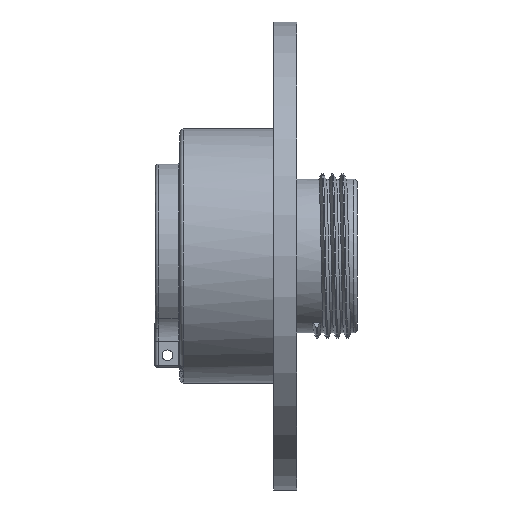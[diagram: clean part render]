
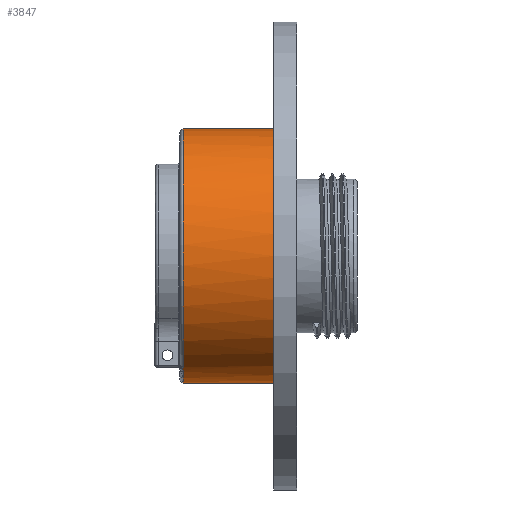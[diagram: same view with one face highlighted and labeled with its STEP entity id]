
A CAD part, left-side view. The second image highlights one B-rep face of the part: STEP entity #3847.
In plain terms, the highlighted cylindrical face has radius 38 mm (diameter 76 mm), a partial arc.
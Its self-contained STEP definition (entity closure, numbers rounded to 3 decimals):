
#16 = VERTEX_POINT ( 'NONE', #3314 ) ;
#19 = VERTEX_POINT ( 'NONE', #4933 ) ;
#24 = B_SPLINE_CURVE_WITH_KNOTS ( 'NONE', 3,
 ( #2109, #268, #4872, #2513, #4034, #2182 ),
 .UNSPECIFIED., .F., .F.,
 ( 4, 2, 4 ),
 ( 0., 0.001, 0.002 ),
 .UNSPECIFIED. ) ;
#104 = DIRECTION ( 'NONE',  ( 0., -1., 0. ) ) ;
#268 = CARTESIAN_POINT ( 'NONE',  ( -17.17, 34.164, -33.901 ) ) ;
#271 = EDGE_CURVE ( 'NONE', #16, #921, #2878, .T. ) ;
#303 = CARTESIAN_POINT ( 'NONE',  ( -18.361, 34., -33.27 ) ) ;
#309 = CARTESIAN_POINT ( 'NONE',  ( -17.459, 34.264, -33.752 ) ) ;
#360 = AXIS2_PLACEMENT_3D ( 'NONE', #1295, #104, #3943 ) ;
#405 = B_SPLINE_CURVE_WITH_KNOTS ( 'NONE', 3,
 ( #3649, #3222, #3271, #952, #4433, #1699, #1003, #309 ),
 .UNSPECIFIED., .F., .F.,
 ( 4, 2, 2, 4 ),
 ( 0., 0., 0., 0. ),
 .UNSPECIFIED. ) ;
#527 = VERTEX_POINT ( 'NONE', #3841 ) ;
#534 = FACE_OUTER_BOUND ( 'NONE', #1134, .T. ) ;
#582 = DIRECTION ( 'NONE',  ( 0., -1., 0. ) ) ;
#738 = AXIS2_PLACEMENT_3D ( 'NONE', #2229, #1474, #2910 ) ;
#841 = ORIENTED_EDGE ( 'NONE', *, *, #271, .T. ) ;
#851 = VERTEX_POINT ( 'NONE', #3301 ) ;
#853 = ORIENTED_EDGE ( 'NONE', *, *, #2179, .T. ) ;
#921 = VERTEX_POINT ( 'NONE', #3165 ) ;
#952 = CARTESIAN_POINT ( 'NONE',  ( -17.588, 34.264, -33.685 ) ) ;
#1003 = CARTESIAN_POINT ( 'NONE',  ( -17.485, 34.273, -33.739 ) ) ;
#1047 = VERTEX_POINT ( 'NONE', #3626 ) ;
#1070 = CARTESIAN_POINT ( 'NONE',  ( -17.754, 34.18, -33.597 ) ) ;
#1134 = EDGE_LOOP ( 'NONE', ( #4077, #2548, #4519, #3137, #853, #2601, #4094, #841 ) ) ;
#1200 = CARTESIAN_POINT ( 'NONE',  ( 0., 35., 38. ) ) ;
#1295 = CARTESIAN_POINT ( 'NONE',  ( 0., 34., 0. ) ) ;
#1418 = EDGE_CURVE ( 'NONE', #1047, #851, #405, .T. ) ;
#1460 = B_SPLINE_CURVE_WITH_KNOTS ( 'NONE', 3,
 ( #4554, #303, #3417, #1833, #4878, #1070 ),
 .UNSPECIFIED., .F., .F.,
 ( 4, 2, 4 ),
 ( 0., 0., 0.001 ),
 .UNSPECIFIED. ) ;
#1474 = DIRECTION ( 'NONE',  ( 0., -1., 0. ) ) ;
#1502 = CARTESIAN_POINT ( 'NONE',  ( 0., 35., -38. ) ) ;
#1699 = CARTESIAN_POINT ( 'NONE',  ( -17.51, 34.277, -33.725 ) ) ;
#1755 = EDGE_CURVE ( 'NONE', #2294, #527, #3156, .T. ) ;
#1786 = CARTESIAN_POINT ( 'NONE',  ( 0., 35., 0. ) ) ;
#1833 = CARTESIAN_POINT ( 'NONE',  ( -17.989, 34.075, -33.472 ) ) ;
#2067 = CARTESIAN_POINT ( 'NONE',  ( -15.657, 34., -34.624 ) ) ;
#2109 = CARTESIAN_POINT ( 'NONE',  ( -17.459, 34.264, -33.752 ) ) ;
#2179 = EDGE_CURVE ( 'NONE', #851, #4754, #24, .T. ) ;
#2182 = CARTESIAN_POINT ( 'NONE',  ( -15.657, 34., -34.624 ) ) ;
#2229 = CARTESIAN_POINT ( 'NONE',  ( 0., 34., 0. ) ) ;
#2294 = VERTEX_POINT ( 'NONE', #4056 ) ;
#2513 = CARTESIAN_POINT ( 'NONE',  ( -16.272, 34.018, -34.342 ) ) ;
#2521 = DIRECTION ( 'NONE',  ( 0., 0., -1. ) ) ;
#2548 = ORIENTED_EDGE ( 'NONE', *, *, #1755, .T. ) ;
#2574 = CARTESIAN_POINT ( 'NONE',  ( 0., 7., 0. ) ) ;
#2601 = ORIENTED_EDGE ( 'NONE', *, *, #3496, .T. ) ;
#2715 = DIRECTION ( 'NONE',  ( 0., -1., 0. ) ) ;
#2831 = VECTOR ( 'NONE', #3893, 1000. ) ;
#2849 = CYLINDRICAL_SURFACE ( 'NONE', #3691, 38. ) ;
#2878 = CIRCLE ( 'NONE', #3269, 38. ) ;
#2910 = DIRECTION ( 'NONE',  ( 0., 0., 1. ) ) ;
#3137 = ORIENTED_EDGE ( 'NONE', *, *, #1418, .T. ) ;
#3156 = CIRCLE ( 'NONE', #360, 38. ) ;
#3165 = CARTESIAN_POINT ( 'NONE',  ( 0., 7., 38. ) ) ;
#3220 = EDGE_CURVE ( 'NONE', #527, #1047, #1460, .T. ) ;
#3222 = CARTESIAN_POINT ( 'NONE',  ( -17.707, 34.205, -33.622 ) ) ;
#3269 = AXIS2_PLACEMENT_3D ( 'NONE', #2574, #3964, #4725 ) ;
#3271 = CARTESIAN_POINT ( 'NONE',  ( -17.661, 34.232, -33.647 ) ) ;
#3290 = VECTOR ( 'NONE', #2715, 1000. ) ;
#3301 = CARTESIAN_POINT ( 'NONE',  ( -17.459, 34.264, -33.752 ) ) ;
#3314 = CARTESIAN_POINT ( 'NONE',  ( 0., 7., -38. ) ) ;
#3417 = CARTESIAN_POINT ( 'NONE',  ( -18.234, 34.015, -33.34 ) ) ;
#3429 = LINE ( 'NONE', #1502, #3290 ) ;
#3456 = CIRCLE ( 'NONE', #738, 38. ) ;
#3496 = EDGE_CURVE ( 'NONE', #4754, #19, #3456, .T. ) ;
#3622 = EDGE_CURVE ( 'NONE', #19, #16, #3429, .T. ) ;
#3626 = CARTESIAN_POINT ( 'NONE',  ( -17.754, 34.18, -33.597 ) ) ;
#3649 = CARTESIAN_POINT ( 'NONE',  ( -17.754, 34.18, -33.597 ) ) ;
#3691 = AXIS2_PLACEMENT_3D ( 'NONE', #1786, #582, #2521 ) ;
#3841 = CARTESIAN_POINT ( 'NONE',  ( -18.486, 34., -33.2 ) ) ;
#3847 = ADVANCED_FACE ( 'NONE', ( #534 ), #2849, .T. ) ;
#3893 = DIRECTION ( 'NONE',  ( 0., -1., 0. ) ) ;
#3943 = DIRECTION ( 'NONE',  ( 0., 0., 1. ) ) ;
#3964 = DIRECTION ( 'NONE',  ( 0., 1., 0. ) ) ;
#4034 = CARTESIAN_POINT ( 'NONE',  ( -15.967, 34., -34.485 ) ) ;
#4056 = CARTESIAN_POINT ( 'NONE',  ( 0., 34., 38. ) ) ;
#4077 = ORIENTED_EDGE ( 'NONE', *, *, #4700, .F. ) ;
#4094 = ORIENTED_EDGE ( 'NONE', *, *, #3622, .T. ) ;
#4433 = CARTESIAN_POINT ( 'NONE',  ( -17.563, 34.273, -33.698 ) ) ;
#4519 = ORIENTED_EDGE ( 'NONE', *, *, #3220, .T. ) ;
#4554 = CARTESIAN_POINT ( 'NONE',  ( -18.486, 34., -33.2 ) ) ;
#4627 = LINE ( 'NONE', #1200, #2831 ) ;
#4700 = EDGE_CURVE ( 'NONE', #2294, #921, #4627, .T. ) ;
#4725 = DIRECTION ( 'NONE',  ( 0., 0., 1. ) ) ;
#4754 = VERTEX_POINT ( 'NONE', #2067 ) ;
#4872 = CARTESIAN_POINT ( 'NONE',  ( -16.873, 34.1, -34.05 ) ) ;
#4878 = CARTESIAN_POINT ( 'NONE',  ( -17.87, 34.119, -33.536 ) ) ;
#4933 = CARTESIAN_POINT ( 'NONE',  ( 0., 34., -38. ) ) ;
